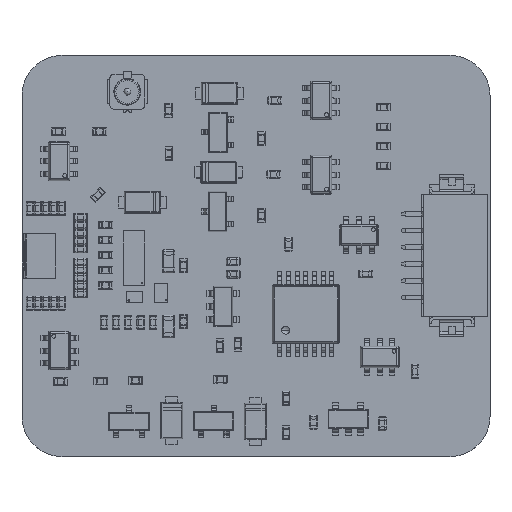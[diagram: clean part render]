
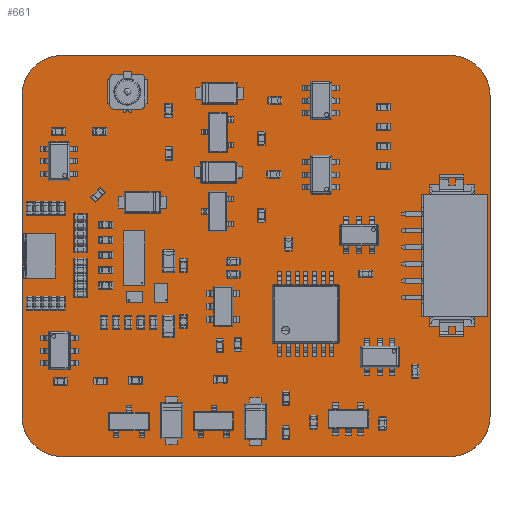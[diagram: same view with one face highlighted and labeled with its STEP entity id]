
A CAD part, top view. The second image highlights one B-rep face of the part: STEP entity #661.
In plain terms, the highlighted planar face has unit normal (0, 0, 1).
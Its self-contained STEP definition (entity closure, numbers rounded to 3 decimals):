
#396 = VERTEX_POINT('',#397);
#397 = CARTESIAN_POINT('',(0.,3.,1.542));
#403 = EDGE_CURVE('',#396,#404,#406,.T.);
#404 = VERTEX_POINT('',#405);
#405 = CARTESIAN_POINT('',(0.,27.001,1.542
    ));
#406 = LINE('',#407,#408);
#407 = CARTESIAN_POINT('',(0.,3.,1.542));
#408 = VECTOR('',#409,1.);
#409 = DIRECTION('',(0.,1.,0.));
#434 = EDGE_CURVE('',#404,#435,#437,.T.);
#435 = VERTEX_POINT('',#436);
#436 = CARTESIAN_POINT('',(3.,30.001,1.542));
#437 = CIRCLE('',#438,2.999);
#438 = AXIS2_PLACEMENT_3D('',#439,#440,#441);
#439 = CARTESIAN_POINT('',(2.999,27.002,1.542));
#440 = DIRECTION('',(0.,0.,-1.));
#441 = DIRECTION('',(-1.,0.,0.));
#467 = EDGE_CURVE('',#435,#468,#470,.T.);
#468 = VERTEX_POINT('',#469);
#469 = CARTESIAN_POINT('',(32.,30.001,1.542));
#470 = LINE('',#471,#472);
#471 = CARTESIAN_POINT('',(3.,30.001,1.542));
#472 = VECTOR('',#473,1.);
#473 = DIRECTION('',(1.,0.,0.));
#498 = EDGE_CURVE('',#468,#499,#501,.T.);
#499 = VERTEX_POINT('',#500);
#500 = CARTESIAN_POINT('',(35.,27.001,1.542));
#501 = CIRCLE('',#502,2.999);
#502 = AXIS2_PLACEMENT_3D('',#503,#504,#505);
#503 = CARTESIAN_POINT('',(32.001,27.002,1.542));
#504 = DIRECTION('',(0.,0.,-1.));
#505 = DIRECTION('',(0.,1.,0.));
#531 = EDGE_CURVE('',#499,#532,#534,.T.);
#532 = VERTEX_POINT('',#533);
#533 = CARTESIAN_POINT('',(35.,3.,1.542));
#534 = LINE('',#535,#536);
#535 = CARTESIAN_POINT('',(35.,27.001,1.542));
#536 = VECTOR('',#537,1.);
#537 = DIRECTION('',(0.,-1.,0.));
#562 = EDGE_CURVE('',#532,#563,#565,.T.);
#563 = VERTEX_POINT('',#564);
#564 = CARTESIAN_POINT('',(32.,0.,1.542));
#565 = CIRCLE('',#566,3.001);
#566 = AXIS2_PLACEMENT_3D('',#567,#568,#569);
#567 = CARTESIAN_POINT('',(31.999,3.001,1.542));
#568 = DIRECTION('',(0.,0.,-1.));
#569 = DIRECTION('',(1.,0.,0.));
#595 = EDGE_CURVE('',#563,#596,#598,.T.);
#596 = VERTEX_POINT('',#597);
#597 = CARTESIAN_POINT('',(3.,0.,1.542));
#598 = LINE('',#599,#600);
#599 = CARTESIAN_POINT('',(32.,0.,1.542));
#600 = VECTOR('',#601,1.);
#601 = DIRECTION('',(-1.,0.,0.));
#626 = EDGE_CURVE('',#596,#396,#627,.T.);
#627 = CIRCLE('',#628,3.001);
#628 = AXIS2_PLACEMENT_3D('',#629,#630,#631);
#629 = CARTESIAN_POINT('',(3.001,3.001,1.542));
#630 = DIRECTION('',(0.,0.,-1.));
#631 = DIRECTION('',(0.,-1.,0.));
#661 = ADVANCED_FACE('',(#662),#672,.T.);
#662 = FACE_BOUND('',#663,.F.);
#663 = EDGE_LOOP('',(#664,#665,#666,#667,#668,#669,#670,#671));
#664 = ORIENTED_EDGE('',*,*,#403,.T.);
#665 = ORIENTED_EDGE('',*,*,#434,.T.);
#666 = ORIENTED_EDGE('',*,*,#467,.T.);
#667 = ORIENTED_EDGE('',*,*,#498,.T.);
#668 = ORIENTED_EDGE('',*,*,#531,.T.);
#669 = ORIENTED_EDGE('',*,*,#562,.T.);
#670 = ORIENTED_EDGE('',*,*,#595,.T.);
#671 = ORIENTED_EDGE('',*,*,#626,.T.);
#672 = PLANE('',#673);
#673 = AXIS2_PLACEMENT_3D('',#674,#675,#676);
#674 = CARTESIAN_POINT('',(0.,3.,1.542));
#675 = DIRECTION('',(0.,0.,1.));
#676 = DIRECTION('',(1.,0.,0.));
